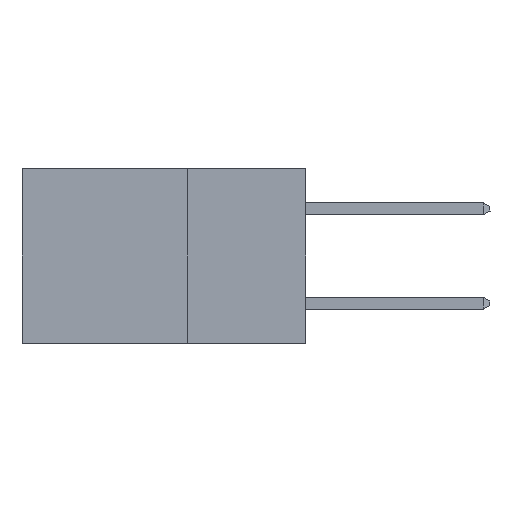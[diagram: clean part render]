
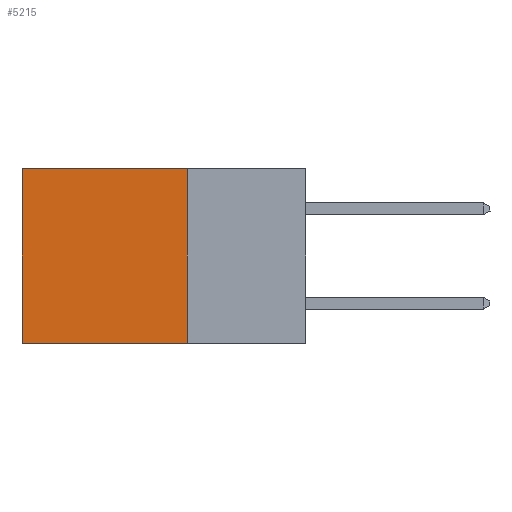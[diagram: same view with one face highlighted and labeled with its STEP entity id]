
A CAD part, left-side view. The second image highlights one B-rep face of the part: STEP entity #5215.
In plain terms, the highlighted planar face has unit normal (-1, 0, 0).
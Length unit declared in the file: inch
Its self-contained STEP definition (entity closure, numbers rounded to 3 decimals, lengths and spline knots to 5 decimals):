
#485 = CARTESIAN_POINT ( 'NONE',  ( 0.298, 0.25, 0. ) ) ;
#1153 = AXIS2_PLACEMENT_3D ( 'NONE', #485, #7866, #7797 ) ;
#2035 = VECTOR ( 'NONE', #4592, 39.37008 ) ;
#2196 = EDGE_CURVE ( 'NONE', #11470, #5264, #2343, .T. ) ;
#2343 = LINE ( 'NONE', #7262, #2035 ) ;
#3730 = CARTESIAN_POINT ( 'NONE',  ( 0.298, 0.25, 0. ) ) ;
#3779 = EDGE_CURVE ( 'NONE', #9740, #5264, #11748, .T. ) ;
#4263 = DIRECTION ( 'NONE',  ( 0., 1., 0. ) ) ;
#4592 = DIRECTION ( 'NONE',  ( 0., 0., -1. ) ) ;
#4746 = LINE ( 'NONE', #3730, #11740 ) ;
#4783 = EDGE_CURVE ( 'NONE', #6651, #11470, #7604, .T. ) ;
#5114 = PLANE ( 'NONE',  #1153 ) ;
#5215 = ADVANCED_FACE ( 'NONE', ( #8807 ), #5114, .F. ) ;
#5264 = VERTEX_POINT ( 'NONE', #8173 ) ;
#5465 = ORIENTED_EDGE ( 'NONE', *, *, #7549, .F. ) ;
#6519 = CARTESIAN_POINT ( 'NONE',  ( 0.298, 0.25, -0.37 ) ) ;
#6651 = VERTEX_POINT ( 'NONE', #10706 ) ;
#7014 = ORIENTED_EDGE ( 'NONE', *, *, #4783, .T. ) ;
#7262 = CARTESIAN_POINT ( 'NONE',  ( 0.298, 0.6, 0. ) ) ;
#7549 = EDGE_CURVE ( 'NONE', #6651, #9740, #4746, .T. ) ;
#7604 = LINE ( 'NONE', #8974, #9576 ) ;
#7797 = DIRECTION ( 'NONE',  ( 0., 0., -1. ) ) ;
#7866 = DIRECTION ( 'NONE',  ( 1., 0., 0. ) ) ;
#7946 = CARTESIAN_POINT ( 'NONE',  ( 0.298, 0.6, 0. ) ) ;
#8173 = CARTESIAN_POINT ( 'NONE',  ( 0.298, 0.6, -0.37 ) ) ;
#8472 = ORIENTED_EDGE ( 'NONE', *, *, #2196, .T. ) ;
#8807 = FACE_OUTER_BOUND ( 'NONE', #10220, .T. ) ;
#8936 = CARTESIAN_POINT ( 'NONE',  ( 0.298, 0.25, -0.37 ) ) ;
#8974 = CARTESIAN_POINT ( 'NONE',  ( 0.298, 0.25, 0. ) ) ;
#9576 = VECTOR ( 'NONE', #11746, 39.37008 ) ;
#9740 = VERTEX_POINT ( 'NONE', #6519 ) ;
#10020 = ORIENTED_EDGE ( 'NONE', *, *, #3779, .F. ) ;
#10220 = EDGE_LOOP ( 'NONE', ( #8472, #10020, #5465, #7014 ) ) ;
#10629 = VECTOR ( 'NONE', #4263, 39.37008 ) ;
#10706 = CARTESIAN_POINT ( 'NONE',  ( 0.298, 0.25, 0. ) ) ;
#11470 = VERTEX_POINT ( 'NONE', #7946 ) ;
#11740 = VECTOR ( 'NONE', #11811, 39.37008 ) ;
#11746 = DIRECTION ( 'NONE',  ( 0., 1., 0. ) ) ;
#11748 = LINE ( 'NONE', #8936, #10629 ) ;
#11811 = DIRECTION ( 'NONE',  ( 0., 0., -1. ) ) ;
